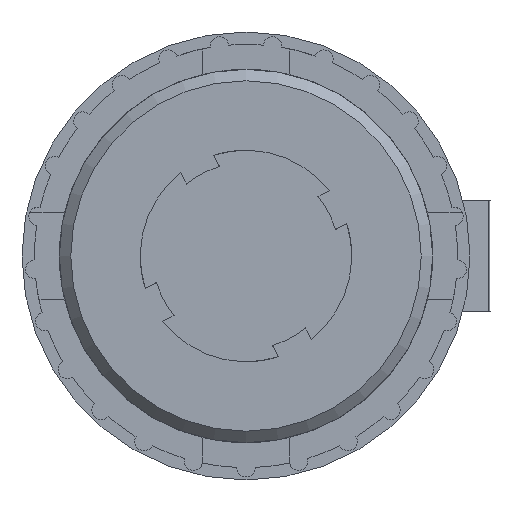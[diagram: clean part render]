
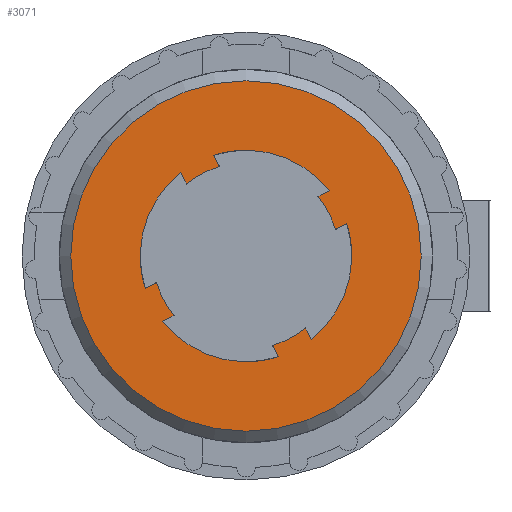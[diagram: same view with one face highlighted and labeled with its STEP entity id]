
A CAD part, front view. The second image highlights one B-rep face of the part: STEP entity #3071.
In plain terms, the highlighted planar face has unit normal (0, -1, 0).
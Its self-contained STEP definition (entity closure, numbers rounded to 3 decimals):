
#197=LINE('',#4676,#369);
#198=LINE('',#4680,#370);
#199=LINE('',#4681,#371);
#200=LINE('',#4685,#372);
#201=LINE('',#4686,#373);
#202=LINE('',#4690,#374);
#203=LINE('',#4691,#375);
#204=LINE('',#4695,#376);
#369=VECTOR('',#3923,1000.);
#370=VECTOR('',#3926,1000.);
#371=VECTOR('',#3927,1000.);
#372=VECTOR('',#3930,1000.);
#373=VECTOR('',#3931,1000.);
#374=VECTOR('',#3934,1000.);
#375=VECTOR('',#3935,1000.);
#376=VECTOR('',#3938,1000.);
#744=ORIENTED_EDGE('',*,*,#1171,.F.);
#745=ORIENTED_EDGE('',*,*,#1355,.F.);
#746=ORIENTED_EDGE('',*,*,#1356,.F.);
#747=ORIENTED_EDGE('',*,*,#1357,.F.);
#748=ORIENTED_EDGE('',*,*,#1179,.F.);
#749=ORIENTED_EDGE('',*,*,#1358,.F.);
#750=ORIENTED_EDGE('',*,*,#1359,.F.);
#751=ORIENTED_EDGE('',*,*,#1360,.F.);
#752=ORIENTED_EDGE('',*,*,#1155,.F.);
#753=ORIENTED_EDGE('',*,*,#1361,.F.);
#754=ORIENTED_EDGE('',*,*,#1362,.F.);
#755=ORIENTED_EDGE('',*,*,#1363,.F.);
#756=ORIENTED_EDGE('',*,*,#1163,.F.);
#757=ORIENTED_EDGE('',*,*,#1364,.F.);
#758=ORIENTED_EDGE('',*,*,#1365,.F.);
#759=ORIENTED_EDGE('',*,*,#1366,.F.);
#760=ORIENTED_EDGE('',*,*,#1354,.T.);
#1155=EDGE_CURVE('',#1492,#1485,#1709,.T.);
#1163=EDGE_CURVE('',#1500,#1493,#1713,.T.);
#1171=EDGE_CURVE('',#1508,#1501,#1717,.T.);
#1179=EDGE_CURVE('',#1516,#1509,#1721,.T.);
#1354=EDGE_CURVE('',#1636,#1636,#1812,.T.);
#1355=EDGE_CURVE('',#1637,#1508,#197,.T.);
#1356=EDGE_CURVE('',#1638,#1637,#1813,.T.);
#1357=EDGE_CURVE('',#1509,#1638,#198,.T.);
#1358=EDGE_CURVE('',#1639,#1516,#199,.T.);
#1359=EDGE_CURVE('',#1640,#1639,#1814,.T.);
#1360=EDGE_CURVE('',#1485,#1640,#200,.T.);
#1361=EDGE_CURVE('',#1641,#1492,#201,.T.);
#1362=EDGE_CURVE('',#1642,#1641,#1815,.T.);
#1363=EDGE_CURVE('',#1493,#1642,#202,.T.);
#1364=EDGE_CURVE('',#1643,#1500,#203,.T.);
#1365=EDGE_CURVE('',#1644,#1643,#1816,.T.);
#1366=EDGE_CURVE('',#1501,#1644,#204,.T.);
#1485=VERTEX_POINT('',#4275);
#1492=VERTEX_POINT('',#4288);
#1493=VERTEX_POINT('',#4292);
#1500=VERTEX_POINT('',#4305);
#1501=VERTEX_POINT('',#4309);
#1508=VERTEX_POINT('',#4322);
#1509=VERTEX_POINT('',#4326);
#1516=VERTEX_POINT('',#4339);
#1636=VERTEX_POINT('',#4674);
#1637=VERTEX_POINT('',#4677);
#1638=VERTEX_POINT('',#4679);
#1639=VERTEX_POINT('',#4682);
#1640=VERTEX_POINT('',#4684);
#1641=VERTEX_POINT('',#4687);
#1642=VERTEX_POINT('',#4689);
#1643=VERTEX_POINT('',#4692);
#1644=VERTEX_POINT('',#4694);
#1709=CIRCLE('',#3193,8.5);
#1713=CIRCLE('',#3198,8.5);
#1717=CIRCLE('',#3203,8.5);
#1721=CIRCLE('',#3208,8.5);
#1812=CIRCLE('',#3338,14.08);
#1813=CIRCLE('',#3340,7.5);
#1814=CIRCLE('',#3341,7.5);
#1815=CIRCLE('',#3342,7.5);
#1816=CIRCLE('',#3343,7.5);
#1896=EDGE_LOOP('',(#744,#745,#746,#747,#748,#749,#750,#751,#752,#753,#754,
#755,#756,#757,#758,#759));
#1897=EDGE_LOOP('',(#760));
#2032=FACE_BOUND('',#1896,.T.);
#2033=FACE_BOUND('',#1897,.T.);
#2120=PLANE('',#3339);
#3071=ADVANCED_FACE('',(#2032,#2033),#2120,.F.);
#3193=AXIS2_PLACEMENT_3D('',#4289,#3533,#3534);
#3198=AXIS2_PLACEMENT_3D('',#4306,#3547,#3548);
#3203=AXIS2_PLACEMENT_3D('',#4323,#3561,#3562);
#3208=AXIS2_PLACEMENT_3D('',#4340,#3575,#3576);
#3338=AXIS2_PLACEMENT_3D('',#4673,#3919,#3920);
#3339=AXIS2_PLACEMENT_3D('',#4675,#3921,#3922);
#3340=AXIS2_PLACEMENT_3D('',#4678,#3924,#3925);
#3341=AXIS2_PLACEMENT_3D('',#4683,#3928,#3929);
#3342=AXIS2_PLACEMENT_3D('',#4688,#3932,#3933);
#3343=AXIS2_PLACEMENT_3D('',#4693,#3936,#3937);
#3533=DIRECTION('',(0.,-1.,0.));
#3534=DIRECTION('',(0.,0.,-1.));
#3547=DIRECTION('',(0.,-1.,0.));
#3548=DIRECTION('',(0.,0.,-1.));
#3561=DIRECTION('',(0.,-1.,0.));
#3562=DIRECTION('',(0.,0.,-1.));
#3575=DIRECTION('',(0.,-1.,0.));
#3576=DIRECTION('',(0.,0.,-1.));
#3919=DIRECTION('',(0.,-1.,0.));
#3920=DIRECTION('',(0.,0.,-1.));
#3921=DIRECTION('',(0.,1.,0.));
#3922=DIRECTION('',(0.,0.,1.));
#3923=DIRECTION('',(0.469,0.,-0.883));
#3924=DIRECTION('',(0.,-1.,0.));
#3925=DIRECTION('',(1.,0.,0.));
#3926=DIRECTION('',(-0.469,0.,0.883));
#3927=DIRECTION('',(-0.883,0.,-0.469));
#3928=DIRECTION('',(0.,-1.,0.));
#3929=DIRECTION('',(1.,0.,0.));
#3930=DIRECTION('',(0.883,0.,0.469));
#3931=DIRECTION('',(-0.469,0.,0.883));
#3932=DIRECTION('',(0.,-1.,0.));
#3933=DIRECTION('',(1.,0.,0.));
#3934=DIRECTION('',(0.469,0.,-0.883));
#3935=DIRECTION('',(0.883,0.,0.469));
#3936=DIRECTION('',(0.,-1.,0.));
#3937=DIRECTION('',(1.,0.,0.));
#3938=DIRECTION('',(-0.883,0.,-0.469));
#4275=CARTESIAN_POINT('',(-8.091,-22.5,-2.603));
#4288=CARTESIAN_POINT('',(-5.252,-22.5,6.683));
#4289=CARTESIAN_POINT('',(0.,-22.5,0.));
#4292=CARTESIAN_POINT('',(-2.603,-22.5,8.091));
#4305=CARTESIAN_POINT('',(6.683,-22.5,5.252));
#4306=CARTESIAN_POINT('',(0.,-22.5,0.));
#4309=CARTESIAN_POINT('',(8.091,-22.5,2.603));
#4322=CARTESIAN_POINT('',(5.252,-22.5,-6.683));
#4323=CARTESIAN_POINT('',(0.,-22.5,0.));
#4326=CARTESIAN_POINT('',(2.603,-22.5,-8.091));
#4339=CARTESIAN_POINT('',(-6.683,-22.5,-5.252));
#4340=CARTESIAN_POINT('',(0.,-22.5,0.));
#4673=CARTESIAN_POINT('',(0.,-22.5,0.));
#4674=CARTESIAN_POINT('',(0.,-22.5,-14.08));
#4675=CARTESIAN_POINT('',(14.08,-22.5,0.));
#4676=CARTESIAN_POINT('',(4.774,-22.5,-5.784));
#4677=CARTESIAN_POINT('',(4.774,-22.5,-5.784));
#4678=CARTESIAN_POINT('',(0.,-22.5,0.));
#4679=CARTESIAN_POINT('',(2.125,-22.5,-7.193));
#4680=CARTESIAN_POINT('',(2.603,-22.5,-8.091));
#4681=CARTESIAN_POINT('',(-5.784,-22.5,-4.774));
#4682=CARTESIAN_POINT('',(-5.784,-22.5,-4.774));
#4683=CARTESIAN_POINT('',(0.,-22.5,0.));
#4684=CARTESIAN_POINT('',(-7.193,-22.5,-2.125));
#4685=CARTESIAN_POINT('',(-8.091,-22.5,-2.603));
#4686=CARTESIAN_POINT('',(-4.774,-22.5,5.784));
#4687=CARTESIAN_POINT('',(-4.774,-22.5,5.784));
#4688=CARTESIAN_POINT('',(0.,-22.5,0.));
#4689=CARTESIAN_POINT('',(-2.125,-22.5,7.193));
#4690=CARTESIAN_POINT('',(-2.603,-22.5,8.091));
#4691=CARTESIAN_POINT('',(5.784,-22.5,4.774));
#4692=CARTESIAN_POINT('',(5.784,-22.5,4.774));
#4693=CARTESIAN_POINT('',(0.,-22.5,0.));
#4694=CARTESIAN_POINT('',(7.193,-22.5,2.125));
#4695=CARTESIAN_POINT('',(8.091,-22.5,2.603));
